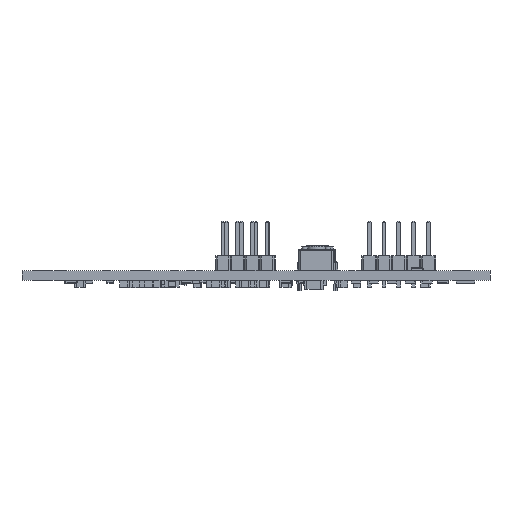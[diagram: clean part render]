
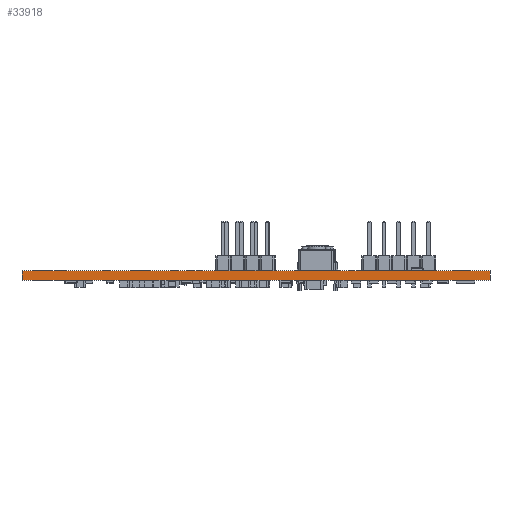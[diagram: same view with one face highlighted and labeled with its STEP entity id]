
A CAD part, front view. The second image highlights one B-rep face of the part: STEP entity #33918.
In plain terms, the highlighted planar face has unit normal (0, -1, 0).
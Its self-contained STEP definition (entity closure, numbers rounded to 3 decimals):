
#33918 = ADVANCED_FACE('',(#33919),#33953,.T.);
#33919 = FACE_BOUND('',#33920,.T.);
#33920 = EDGE_LOOP('',(#33921,#33931,#33939,#33947));
#33921 = ORIENTED_EDGE('',*,*,#33922,.T.);
#33922 = EDGE_CURVE('',#33923,#33925,#33927,.T.);
#33923 = VERTEX_POINT('',#33924);
#33924 = CARTESIAN_POINT('',(86.106,5.334,0.));
#33925 = VERTEX_POINT('',#33926);
#33926 = CARTESIAN_POINT('',(86.106,5.334,1.6));
#33927 = LINE('',#33928,#33929);
#33928 = CARTESIAN_POINT('',(86.106,5.334,0.));
#33929 = VECTOR('',#33930,1.);
#33930 = DIRECTION('',(0.,0.,1.));
#33931 = ORIENTED_EDGE('',*,*,#33932,.T.);
#33932 = EDGE_CURVE('',#33925,#33933,#33935,.T.);
#33933 = VERTEX_POINT('',#33934);
#33934 = CARTESIAN_POINT('',(5.334,5.334,1.6));
#33935 = LINE('',#33936,#33937);
#33936 = CARTESIAN_POINT('',(86.106,5.334,1.6));
#33937 = VECTOR('',#33938,1.);
#33938 = DIRECTION('',(-1.,0.,0.));
#33939 = ORIENTED_EDGE('',*,*,#33940,.F.);
#33940 = EDGE_CURVE('',#33941,#33933,#33943,.T.);
#33941 = VERTEX_POINT('',#33942);
#33942 = CARTESIAN_POINT('',(5.334,5.334,0.));
#33943 = LINE('',#33944,#33945);
#33944 = CARTESIAN_POINT('',(5.334,5.334,0.));
#33945 = VECTOR('',#33946,1.);
#33946 = DIRECTION('',(0.,0.,1.));
#33947 = ORIENTED_EDGE('',*,*,#33948,.F.);
#33948 = EDGE_CURVE('',#33923,#33941,#33949,.T.);
#33949 = LINE('',#33950,#33951);
#33950 = CARTESIAN_POINT('',(86.106,5.334,0.));
#33951 = VECTOR('',#33952,1.);
#33952 = DIRECTION('',(-1.,0.,0.));
#33953 = PLANE('',#33954);
#33954 = AXIS2_PLACEMENT_3D('',#33955,#33956,#33957);
#33955 = CARTESIAN_POINT('',(86.106,5.334,0.));
#33956 = DIRECTION('',(0.,-1.,0.));
#33957 = DIRECTION('',(-1.,0.,0.));
